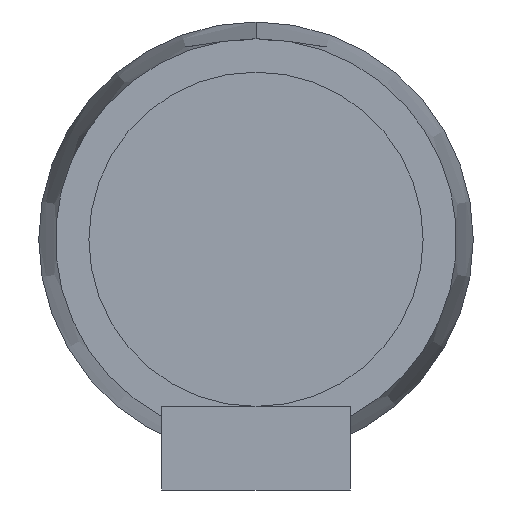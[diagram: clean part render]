
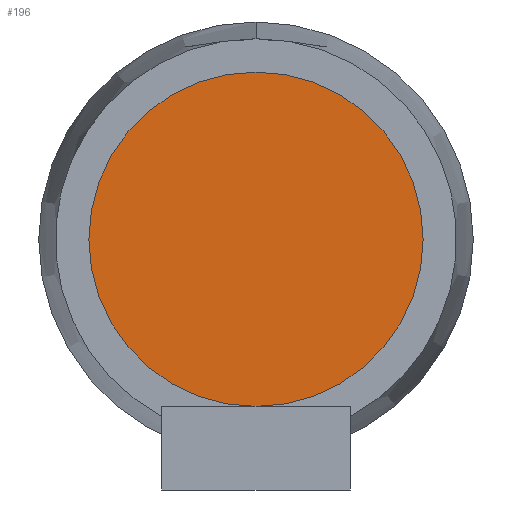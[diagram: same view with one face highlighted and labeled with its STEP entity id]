
A CAD part, front view. The second image highlights one B-rep face of the part: STEP entity #196.
In plain terms, the highlighted planar face has unit normal (0, -1, 0).
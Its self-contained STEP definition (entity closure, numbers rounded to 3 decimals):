
#5=CARTESIAN_POINT('',(0.,-150.,0.));
#6=DIRECTION('',(0.,1.,0.));
#7=DIRECTION('',(0.,0.,-1.));
#8=AXIS2_PLACEMENT_3D('',#5,#6,#7);
#140=CARTESIAN_POINT('',(0.,-150.,0.));
#141=DIRECTION('',(0.,-1.,0.));
#142=DIRECTION('',(0.,0.,-1.));
#143=AXIS2_PLACEMENT_3D('',#140,#141,#142);
#145=CARTESIAN_POINT('',(0.,-150.,-4.));
#147=VERTEX_POINT('',#145);
#153=CARTESIAN_POINT('',(0.,-150.,4.));
#155=VERTEX_POINT('',#153);
#185=CARTESIAN_POINT('',(0.,-150.,0.));
#186=DIRECTION('',(0.,-1.,0.));
#187=DIRECTION('',(0.,0.,1.));
#188=AXIS2_PLACEMENT_3D('',#185,#186,#187);
#189=PLANE('',#188);
#191=ORIENTED_EDGE('',*,*,#190,.T.);
#193=ORIENTED_EDGE('',*,*,#192,.F.);
#194=EDGE_LOOP('',(#191,#193));
#195=FACE_OUTER_BOUND('',#194,.F.);
#196=ADVANCED_FACE('',(#195),#189,.T.);
#9=CIRCLE('',#8,4.);
#144=CIRCLE('',#143,4.);
#190=EDGE_CURVE('',#147,#155,#9,.T.);
#192=EDGE_CURVE('',#147,#155,#144,.T.);
